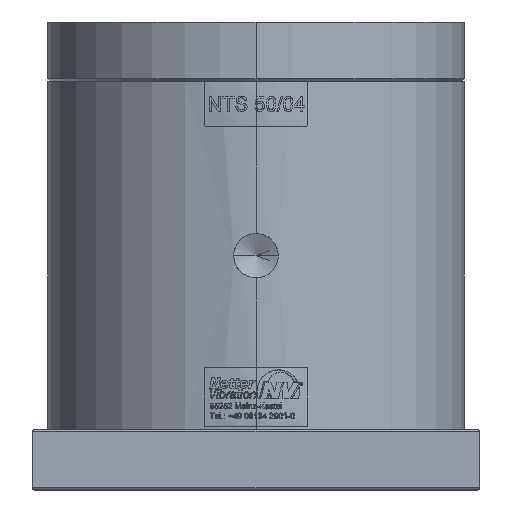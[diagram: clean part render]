
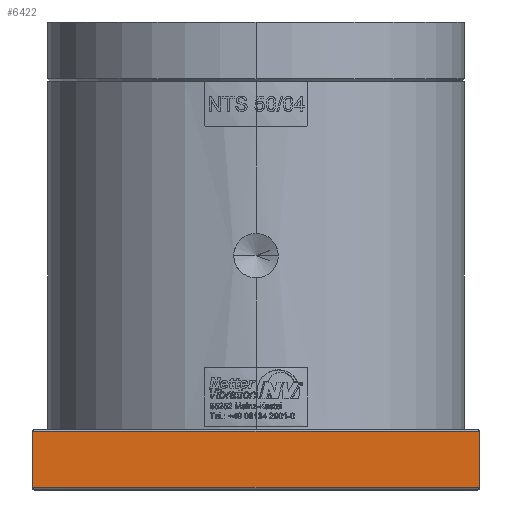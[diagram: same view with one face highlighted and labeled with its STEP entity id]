
A CAD part, top view. The second image highlights one B-rep face of the part: STEP entity #6422.
In plain terms, the highlighted planar face has unit normal (0, 0, 1).
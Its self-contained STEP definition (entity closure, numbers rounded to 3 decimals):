
#2433 = DIRECTION ( 'NONE',  ( 1., 0., 0. ) ) ;
#2543 = CARTESIAN_POINT ( 'NONE',  ( -75., -58.5, 75. ) ) ;
#2927 = DIRECTION ( 'NONE',  ( 0., -1., 0. ) ) ;
#4708 = FACE_OUTER_BOUND ( 'NONE', #31312, .T. ) ;
#5256 = CARTESIAN_POINT ( 'NONE',  ( 75., -58.5, 75. ) ) ;
#5484 = VERTEX_POINT ( 'NONE', #35702 ) ;
#5519 = LINE ( 'NONE', #5256, #28433 ) ;
#6296 = CARTESIAN_POINT ( 'NONE',  ( -75., -78., 75. ) ) ;
#6422 = ADVANCED_FACE ( 'NONE', ( #4708 ), #34929, .F. ) ;
#7210 = CARTESIAN_POINT ( 'NONE',  ( -75., -59., 75. ) ) ;
#9481 = VERTEX_POINT ( 'NONE', #22874 ) ;
#10174 = VECTOR ( 'NONE', #10178, 1000. ) ;
#10178 = DIRECTION ( 'NONE',  ( -1., 0., 0. ) ) ;
#11063 = EDGE_CURVE ( 'NONE', #19356, #5484, #12519, .T. ) ;
#12256 = DIRECTION ( 'NONE',  ( 0., 0., -1. ) ) ;
#12519 = LINE ( 'NONE', #18739, #19095 ) ;
#12778 = EDGE_CURVE ( 'NONE', #9481, #22724, #29112, .T. ) ;
#13609 = VECTOR ( 'NONE', #2927, 1000. ) ;
#15461 = DIRECTION ( 'NONE',  ( -1., 0., 0. ) ) ;
#16443 = ORIENTED_EDGE ( 'NONE', *, *, #27558, .F. ) ;
#16623 = DIRECTION ( 'NONE',  ( 0., -1., 0. ) ) ;
#16906 = AXIS2_PLACEMENT_3D ( 'NONE', #32361, #12256, #15461 ) ;
#17142 = ORIENTED_EDGE ( 'NONE', *, *, #32604, .T. ) ;
#18739 = CARTESIAN_POINT ( 'NONE',  ( -75., -78., 75. ) ) ;
#19095 = VECTOR ( 'NONE', #2433, 1000. ) ;
#19356 = VERTEX_POINT ( 'NONE', #6296 ) ;
#21286 = ORIENTED_EDGE ( 'NONE', *, *, #11063, .T. ) ;
#22724 = VERTEX_POINT ( 'NONE', #33826 ) ;
#22874 = CARTESIAN_POINT ( 'NONE',  ( 75., -59., 75. ) ) ;
#23236 = ORIENTED_EDGE ( 'NONE', *, *, #12778, .T. ) ;
#27558 = EDGE_CURVE ( 'NONE', #9481, #5484, #5519, .T. ) ;
#28433 = VECTOR ( 'NONE', #16623, 1000. ) ;
#29112 = LINE ( 'NONE', #7210, #10174 ) ;
#31312 = EDGE_LOOP ( 'NONE', ( #17142, #21286, #16443, #23236 ) ) ;
#32361 = CARTESIAN_POINT ( 'NONE',  ( -75., -58.5, 75. ) ) ;
#32604 = EDGE_CURVE ( 'NONE', #22724, #19356, #35225, .T. ) ;
#33826 = CARTESIAN_POINT ( 'NONE',  ( -75., -59., 75. ) ) ;
#34929 = PLANE ( 'NONE',  #16906 ) ;
#35225 = LINE ( 'NONE', #2543, #13609 ) ;
#35702 = CARTESIAN_POINT ( 'NONE',  ( 75., -78., 75. ) ) ;
